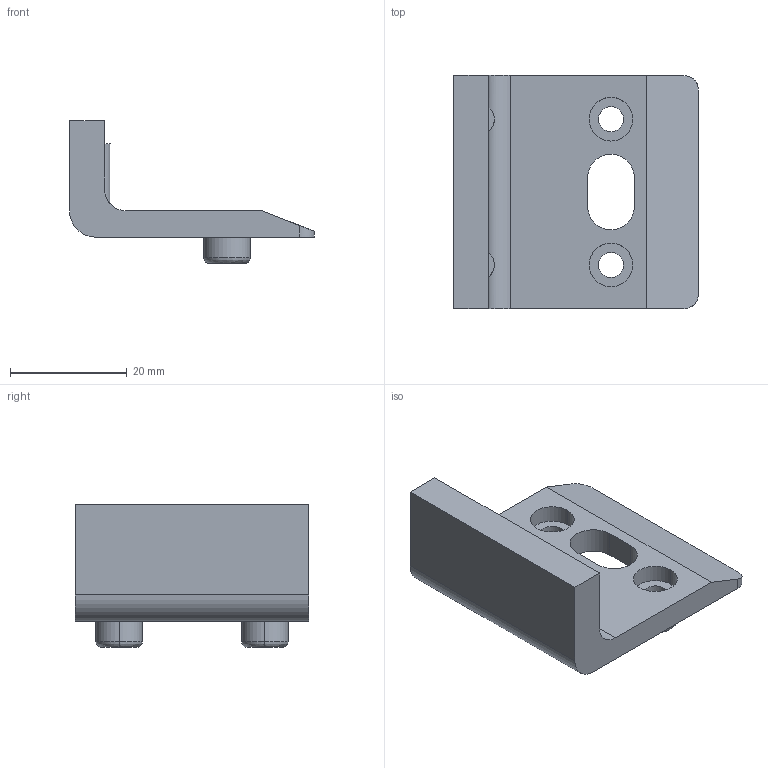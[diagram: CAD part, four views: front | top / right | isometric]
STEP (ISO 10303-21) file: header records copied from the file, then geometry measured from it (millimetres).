
FILE_DESCRIPTION (( 'STEP AP214' ), '1' );
FILE_NAME ('7330120', '2019-02-01T14:36:12', ( '' ), ('JUGARD+KÜNSTNER GmbH'), 'SwSTEP 2.0', 'SolidWorks 2017', '' );
FILE_SCHEMA (( 'AUTOMOTIVE_DESIGN' ));
Length unit declared in the file: millimetre
Products named in the file (1): 7330120_CNAJF00
Bounding box: 42 x 40 x 24.5 mm (x, y, z)
Volume: 10248.4 mm3; surface area: 5670.4 mm2
Topology: 1 solids, 1 shells, 41 faces, 101 edges, 66 vertices
Faces by surface type: cylinder 20, plane 17, bspline 4
Entity records: 1363 total; most frequent: CARTESIAN_POINT 341, DIRECTION 209, ORIENTED_EDGE 202, EDGE_CURVE 101, AXIS2_PLACEMENT_3D 78, VERTEX_POINT 66, LINE 53, VECTOR 53
